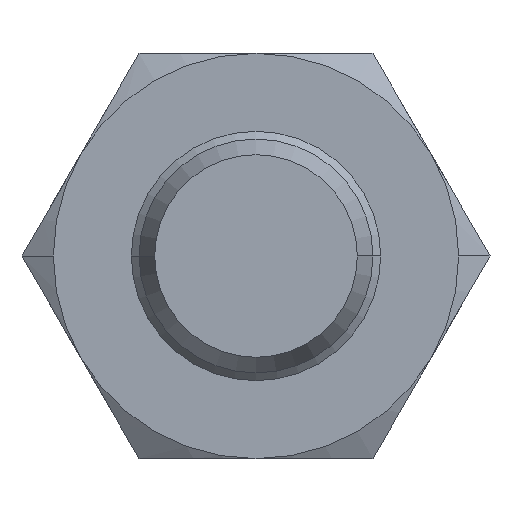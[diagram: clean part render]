
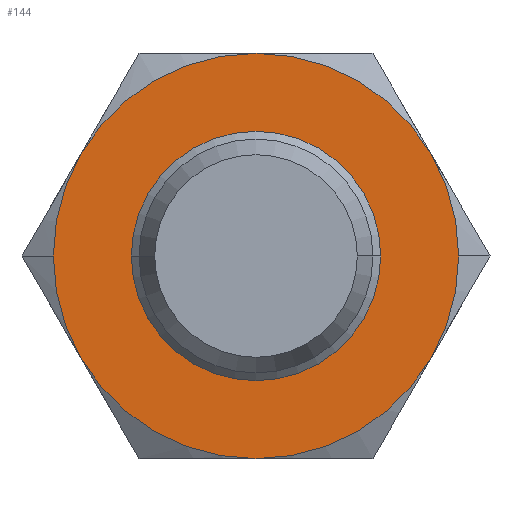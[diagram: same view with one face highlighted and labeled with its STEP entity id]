
A CAD part, front view. The second image highlights one B-rep face of the part: STEP entity #144.
In plain terms, the highlighted planar face has unit normal (0, -1, 0).
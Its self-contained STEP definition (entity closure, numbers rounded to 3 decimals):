
#144=ADVANCED_FACE('',(#308,#309),#310,.T.);
#308=FACE_OUTER_BOUND('',#511,.T.);
#309=FACE_BOUND('',#512,.T.);
#310=PLANE('',#513);
#511=EDGE_LOOP('',(#994,#995,#996,#997,#998,#999,#1000,#1001));
#512=EDGE_LOOP('',(#1002,#1003));
#513=AXIS2_PLACEMENT_3D('',#1004,#1005,#1006);
#994=ORIENTED_EDGE('',*,*,#1388,.F.);
#995=ORIENTED_EDGE('',*,*,#1374,.F.);
#996=ORIENTED_EDGE('',*,*,#1377,.F.);
#997=ORIENTED_EDGE('',*,*,#1379,.F.);
#998=ORIENTED_EDGE('',*,*,#1372,.F.);
#999=ORIENTED_EDGE('',*,*,#1383,.F.);
#1000=ORIENTED_EDGE('',*,*,#1386,.F.);
#1001=ORIENTED_EDGE('',*,*,#1368,.F.);
#1002=ORIENTED_EDGE('',*,*,#1408,.T.);
#1003=ORIENTED_EDGE('',*,*,#1352,.T.);
#1004=CARTESIAN_POINT('',(5.25,-8.0,0.0));
#1005=DIRECTION('',(-0.0,-1.0,-0.0));
#1006=DIRECTION('',(-1.0,0.0,0.0));
#1352=EDGE_CURVE('',#1596,#1593,#1597,.T.);
#1368=EDGE_CURVE('',#1623,#1626,#1627,.T.);
#1372=EDGE_CURVE('',#1632,#1630,#1634,.T.);
#1374=EDGE_CURVE('',#1636,#1638,#1639,.T.);
#1377=EDGE_CURVE('',#1642,#1636,#1644,.T.);
#1379=EDGE_CURVE('',#1630,#1642,#1646,.T.);
#1383=EDGE_CURVE('',#1650,#1632,#1652,.T.);
#1386=EDGE_CURVE('',#1626,#1650,#1656,.T.);
#1388=EDGE_CURVE('',#1638,#1623,#1658,.T.);
#1408=EDGE_CURVE('',#1593,#1596,#1686,.T.);
#1593=VERTEX_POINT('',#2069);
#1596=VERTEX_POINT('',#2073);
#1597=CIRCLE('',#2074,4.0);
#1623=VERTEX_POINT('',#2129);
#1626=VERTEX_POINT('',#2133);
#1627=CIRCLE('',#2134,6.5);
#1630=VERTEX_POINT('',#2148);
#1632=VERTEX_POINT('',#2151);
#1634=CIRCLE('',#2164,6.5);
#1636=VERTEX_POINT('',#2166);
#1638=VERTEX_POINT('',#2179);
#1639=CIRCLE('',#2180,6.5);
#1642=VERTEX_POINT('',#2194);
#1644=CIRCLE('',#2207,6.5);
#1646=CIRCLE('',#2220,6.5);
#1650=VERTEX_POINT('',#2246);
#1652=CIRCLE('',#2259,6.5);
#1656=CIRCLE('',#2285,6.5);
#1658=CIRCLE('',#2298,6.5);
#1686=CIRCLE('',#2436,4.0);
#2069=CARTESIAN_POINT('',(4.0,-8.0,0.0));
#2073=CARTESIAN_POINT('',(-4.0,-8.0,0.));
#2074=AXIS2_PLACEMENT_3D('',#2970,#2971,#2972);
#2129=CARTESIAN_POINT('',(6.5,-8.0,0.));
#2133=CARTESIAN_POINT('',(5.629,-8.0,-3.25));
#2134=AXIS2_PLACEMENT_3D('',#2996,#2997,#2998);
#2148=CARTESIAN_POINT('',(-6.5,-8.0,0.));
#2151=CARTESIAN_POINT('',(-5.629,-8.0,-3.25));
#2164=AXIS2_PLACEMENT_3D('',#3000,#3001,#3002);
#2166=CARTESIAN_POINT('',(0.,-8.0,6.5));
#2179=CARTESIAN_POINT('',(5.629,-8.0,3.25));
#2180=AXIS2_PLACEMENT_3D('',#3003,#3004,#3005);
#2194=CARTESIAN_POINT('',(-5.629,-8.0,3.25));
#2207=AXIS2_PLACEMENT_3D('',#3006,#3007,#3008);
#2220=AXIS2_PLACEMENT_3D('',#3009,#3010,#3011);
#2246=CARTESIAN_POINT('',(0.0,-8.0,-6.5));
#2259=AXIS2_PLACEMENT_3D('',#3012,#3013,#3014);
#2285=AXIS2_PLACEMENT_3D('',#3015,#3016,#3017);
#2298=AXIS2_PLACEMENT_3D('',#3018,#3019,#3020);
#2436=AXIS2_PLACEMENT_3D('',#3048,#3049,#3050);
#2970=CARTESIAN_POINT('',(0.0,-8.0,0.0));
#2971=DIRECTION('',(-0.0,1.0,0.0));
#2972=DIRECTION('',(1.0,0.0,0.0));
#2996=CARTESIAN_POINT('',(0.0,-8.0,0.0));
#2997=DIRECTION('',(-0.0,1.0,0.0));
#2998=DIRECTION('',(1.0,0.0,0.0));
#3000=CARTESIAN_POINT('',(0.0,-8.0,0.0));
#3001=DIRECTION('',(-0.0,1.0,0.0));
#3002=DIRECTION('',(1.0,0.0,0.0));
#3003=CARTESIAN_POINT('',(0.0,-8.0,0.0));
#3004=DIRECTION('',(-0.0,1.0,0.0));
#3005=DIRECTION('',(1.0,0.0,0.0));
#3006=CARTESIAN_POINT('',(0.0,-8.0,0.0));
#3007=DIRECTION('',(-0.0,1.0,0.0));
#3008=DIRECTION('',(1.0,0.0,0.0));
#3009=CARTESIAN_POINT('',(0.0,-8.0,0.0));
#3010=DIRECTION('',(-0.0,1.0,0.0));
#3011=DIRECTION('',(1.0,0.0,0.0));
#3012=CARTESIAN_POINT('',(0.0,-8.0,0.0));
#3013=DIRECTION('',(-0.0,1.0,0.0));
#3014=DIRECTION('',(1.0,0.0,0.0));
#3015=CARTESIAN_POINT('',(0.0,-8.0,0.0));
#3016=DIRECTION('',(-0.0,1.0,0.0));
#3017=DIRECTION('',(1.0,0.0,0.0));
#3018=CARTESIAN_POINT('',(0.0,-8.0,0.0));
#3019=DIRECTION('',(-0.0,1.0,0.0));
#3020=DIRECTION('',(1.0,0.0,0.0));
#3048=CARTESIAN_POINT('',(0.0,-8.0,0.0));
#3049=DIRECTION('',(-0.0,1.0,0.0));
#3050=DIRECTION('',(1.0,0.0,0.0));
